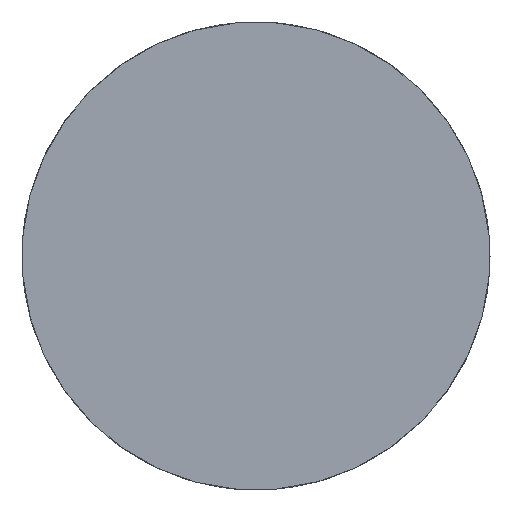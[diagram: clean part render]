
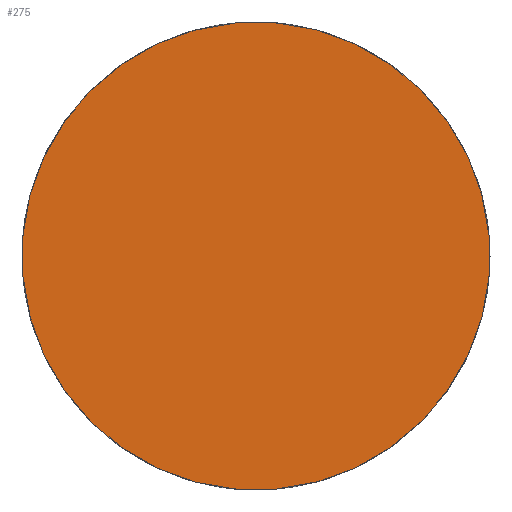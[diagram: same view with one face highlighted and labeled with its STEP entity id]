
A CAD part, left-side view. The second image highlights one B-rep face of the part: STEP entity #275.
In plain terms, the highlighted face is planar.
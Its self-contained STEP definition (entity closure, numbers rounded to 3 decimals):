
#6=CARTESIAN_POINT('',(0.,0.,0.));
#7=DIRECTION('',(0.,0.,-1.));
#8=DIRECTION('',(-1.,0.,0.));
#9=AXIS2_PLACEMENT_3D('',#6,#7,#8);
#59=CARTESIAN_POINT('',(0.,0.,0.));
#60=DIRECTION('',(0.,0.,-1.));
#61=DIRECTION('',(1.,0.,0.));
#62=AXIS2_PLACEMENT_3D('',#59,#60,#61);
#146=CARTESIAN_POINT('',(15.,0.,0.));
#147=VERTEX_POINT('',#146);
#152=CARTESIAN_POINT('',(-15.,0.,0.));
#153=VERTEX_POINT('',#152);
#266=CARTESIAN_POINT('',(0.,0.,0.));
#267=DIRECTION('',(0.,0.,1.));
#268=DIRECTION('',(1.,0.,0.));
#269=AXIS2_PLACEMENT_3D('',#266,#267,#268);
#270=PLANE('',#269);
#271=ORIENTED_EDGE('',*,*,#253,.F.);
#272=ORIENTED_EDGE('',*,*,#199,.F.);
#273=EDGE_LOOP('',(#271,#272));
#274=FACE_OUTER_BOUND('',#273,.F.);
#275=ADVANCED_FACE('',(#274),#270,.F.);
#10=CIRCLE('',#9,15.);
#63=CIRCLE('',#62,15.);
#199=EDGE_CURVE('',#153,#147,#10,.T.);
#253=EDGE_CURVE('',#147,#153,#63,.T.);
